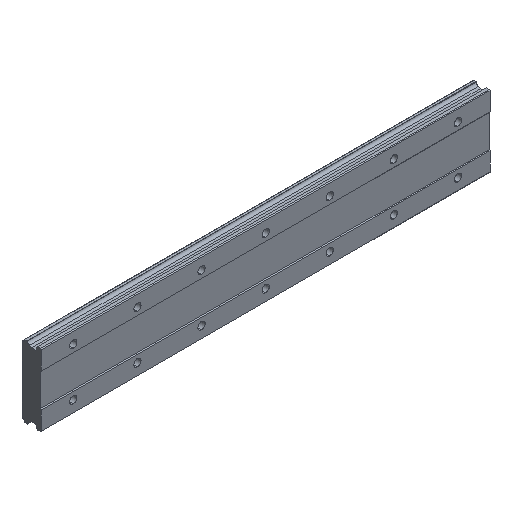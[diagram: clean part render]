
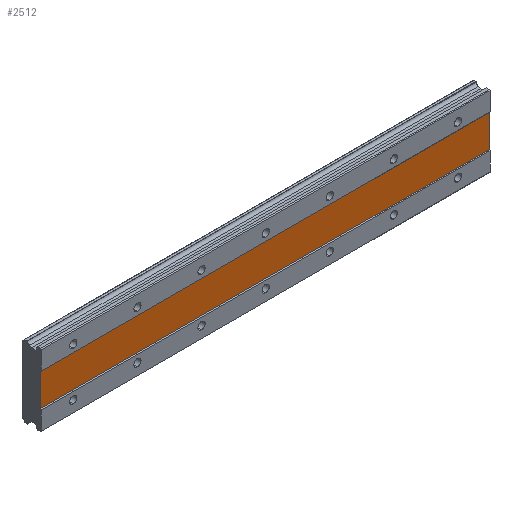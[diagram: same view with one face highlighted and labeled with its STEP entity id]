
A CAD part, isometric view. The second image highlights one B-rep face of the part: STEP entity #2512.
In plain terms, the highlighted planar face has unit normal (0, -1, 0).
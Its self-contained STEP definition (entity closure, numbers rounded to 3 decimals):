
#127 = DIRECTION ( 'NONE',  ( 0., 1., 0. ) ) ;
#168 = DIRECTION ( 'NONE',  ( -1., 0., 0. ) ) ;
#177 = VERTEX_POINT ( 'NONE', #319 ) ;
#247 = EDGE_CURVE ( 'NONE', #2688, #3243, #1352, .T. ) ;
#319 = CARTESIAN_POINT ( 'NONE',  ( 520., 1., -20. ) ) ;
#420 = CARTESIAN_POINT ( 'NONE',  ( 520., 1., 20. ) ) ;
#630 = VECTOR ( 'NONE', #3085, 1000. ) ;
#636 = DIRECTION ( 'NONE',  ( 0., 0., 1. ) ) ;
#683 = CARTESIAN_POINT ( 'NONE',  ( -40., 1., -20. ) ) ;
#805 = VECTOR ( 'NONE', #2874, 1000. ) ;
#821 = PLANE ( 'NONE',  #3045 ) ;
#860 = EDGE_LOOP ( 'NONE', ( #2741, #1187, #1515, #1546 ) ) ;
#1095 = LINE ( 'NONE', #1848, #1601 ) ;
#1134 = EDGE_CURVE ( 'NONE', #177, #2688, #1234, .T. ) ;
#1187 = ORIENTED_EDGE ( 'NONE', *, *, #3173, .F. ) ;
#1234 = LINE ( 'NONE', #2490, #3204 ) ;
#1352 = LINE ( 'NONE', #1850, #805 ) ;
#1380 = FACE_OUTER_BOUND ( 'NONE', #860, .T. ) ;
#1515 = ORIENTED_EDGE ( 'NONE', *, *, #2528, .F. ) ;
#1546 = ORIENTED_EDGE ( 'NONE', *, *, #247, .F. ) ;
#1601 = VECTOR ( 'NONE', #3193, 1000. ) ;
#1848 = CARTESIAN_POINT ( 'NONE',  ( 520., 1., 20. ) ) ;
#1850 = CARTESIAN_POINT ( 'NONE',  ( -40., 1., 20. ) ) ;
#1901 = CARTESIAN_POINT ( 'NONE',  ( 520., 1., 20. ) ) ;
#2490 = CARTESIAN_POINT ( 'NONE',  ( 520., 1., -20. ) ) ;
#2512 = ADVANCED_FACE ( 'NONE', ( #1380 ), #821, .F. ) ;
#2528 = EDGE_CURVE ( 'NONE', #3243, #2706, #1095, .T. ) ;
#2688 = VERTEX_POINT ( 'NONE', #683 ) ;
#2706 = VERTEX_POINT ( 'NONE', #3022 ) ;
#2729 = LINE ( 'NONE', #420, #630 ) ;
#2741 = ORIENTED_EDGE ( 'NONE', *, *, #1134, .F. ) ;
#2874 = DIRECTION ( 'NONE',  ( 0., 0., 1. ) ) ;
#3022 = CARTESIAN_POINT ( 'NONE',  ( 520., 1., 20. ) ) ;
#3045 = AXIS2_PLACEMENT_3D ( 'NONE', #1901, #127, #636 ) ;
#3085 = DIRECTION ( 'NONE',  ( 0., 0., -1. ) ) ;
#3173 = EDGE_CURVE ( 'NONE', #2706, #177, #2729, .T. ) ;
#3193 = DIRECTION ( 'NONE',  ( 1., 0., 0. ) ) ;
#3204 = VECTOR ( 'NONE', #168, 1000. ) ;
#3243 = VERTEX_POINT ( 'NONE', #3285 ) ;
#3285 = CARTESIAN_POINT ( 'NONE',  ( -40., 1., 20. ) ) ;
